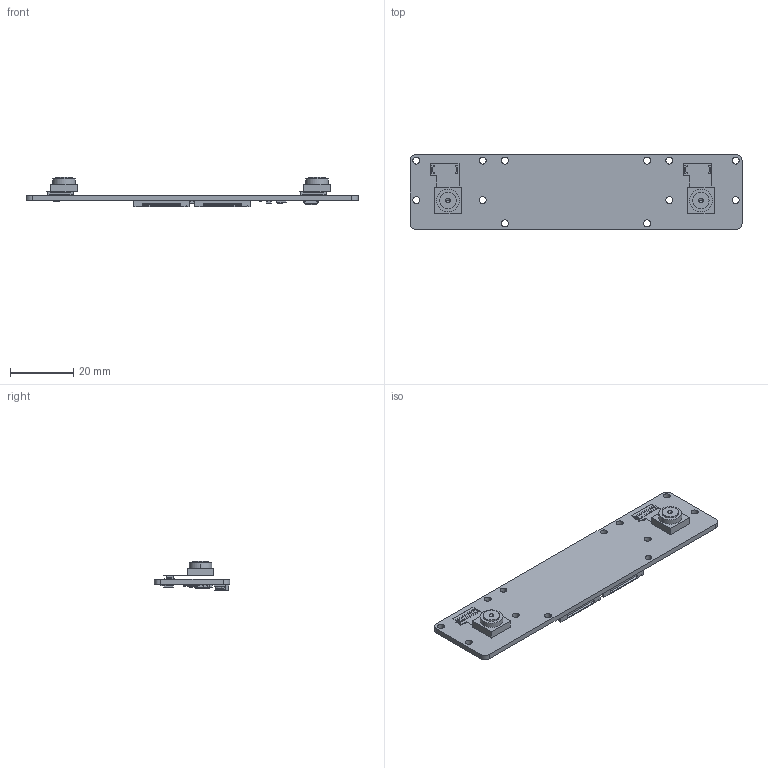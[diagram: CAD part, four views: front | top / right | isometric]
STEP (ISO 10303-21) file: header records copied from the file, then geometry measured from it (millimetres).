
FILE_DESCRIPTION (( 'STEP AP214' ), '1' );
FILE_NAME ('uc-506.STEP', '2021-12-12T06:56:24', ( '' ), ( '' ), 'SwSTEP 2.0', 'SolidWorks 2021', '' );
FILE_SCHEMA (( 'AUTOMOTIVE_DESIGN' ));
Length unit declared in the file: millimetre
Products named in the file (3): UC-506; uc-506; 002
Assembly tree (3 placements, depth 2):
  uc-506
    UC-506
    002  x2
Bounding box: 105 x 23.86 x 9.24 mm (x, y, z)
Volume: 4942.7 mm3; surface area: 7595.8 mm2
Topology: 52 solids, 52 shells, 6353 faces, 16897 edges, 10574 vertices
Faces by surface type: plane 4296, cylinder 1193, bspline 326, cone 240, torus 158, sphere 140
Entity records: 289951 total; most frequent: CARTESIAN_POINT 65777, ORIENTED_EDGE 33298, DIRECTION 30061, EDGE_CURVE 16649, VECTOR 12497, LINE 12497, VERTEX_POINT 10542, AXIS2_PLACEMENT_3D 8782
